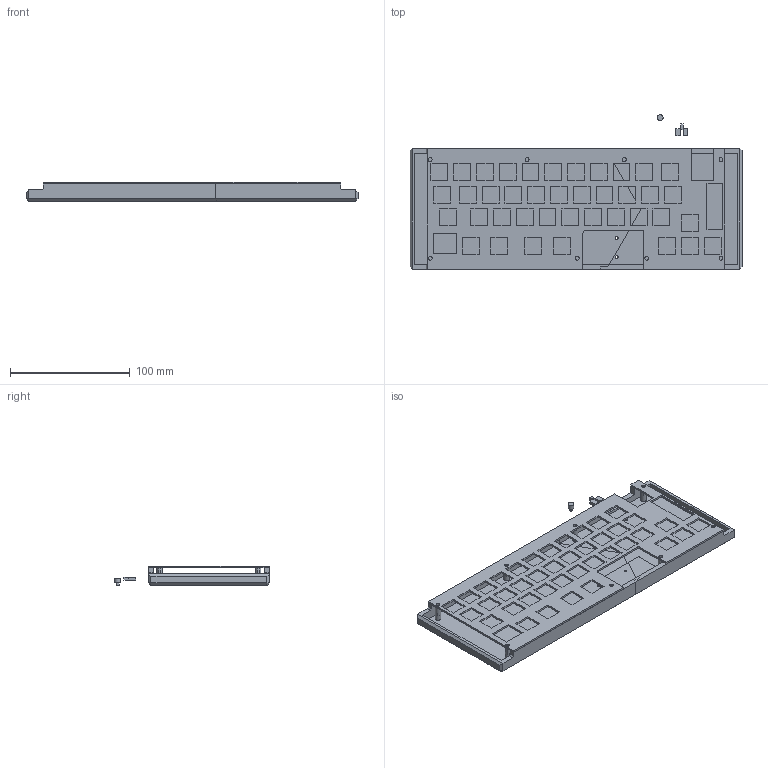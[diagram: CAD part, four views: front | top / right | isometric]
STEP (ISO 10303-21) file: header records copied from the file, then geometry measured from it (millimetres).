
FILE_DESCRIPTION(/* description */ ('Designed by EasyEDA Pro'),/* implementation_level */ '2;1');
FILE_NAME(/* name */ 'Solkatstice_case.step',/* time_stamp */ '2025-04-18T19:50:59+09:00',/* author */ (''),/* organization */ (''),/* preprocessor_version */ 'ST-DEVELOPER v20.1',/* originating_system */ 'Autodesk Translation Framework v14.4.0.0',/* authorisation */ '');
FILE_SCHEMA (('AUTOMOTIVE_DESIGN { 1 0 10303 214 3 1 1 }'));
Length unit declared in the file: millimetre
Products named in the file (2): EasyEDA PCB Model~Solkatstice~1wqz; Board~cKuV
Assembly tree (1 placements, depth 2):
  EasyEDA PCB Model~Solkatstice~1wqz
    Board~cKuV
Bounding box: 277.82 x 129.37 x 16.7 mm (x, y, z)
Volume: 114860.6 mm3; surface area: 112229.1 mm2
Topology: 5 solids, 5 shells, 1423 faces, 4000 edges, 2661 vertices
Faces by surface type: plane 804, bspline 415, cylinder 204
Full cylindrical faces by diameter (mm): 2.4 x2, 2.5 x1, 3 x1, 3.225 x8, 4.525 x8, 5 x1, 6 x2
Entity records: 47193 total; most frequent: CARTESIAN_POINT 13482, ORIENTED_EDGE 8000, DIRECTION 5616, EDGE_CURVE 4000, LINE 2746, VECTOR 2746, VERTEX_POINT 2661, EDGE_LOOP 1607
